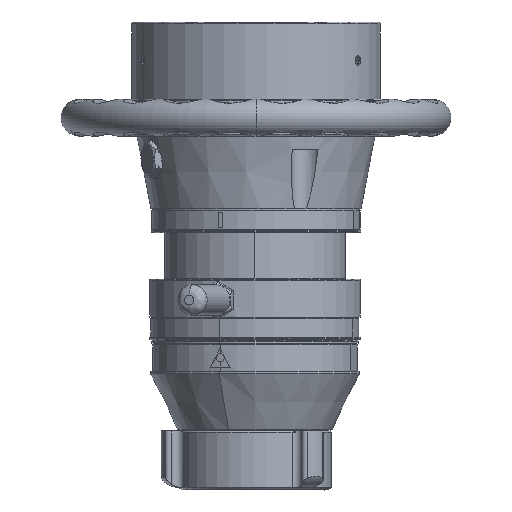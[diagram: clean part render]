
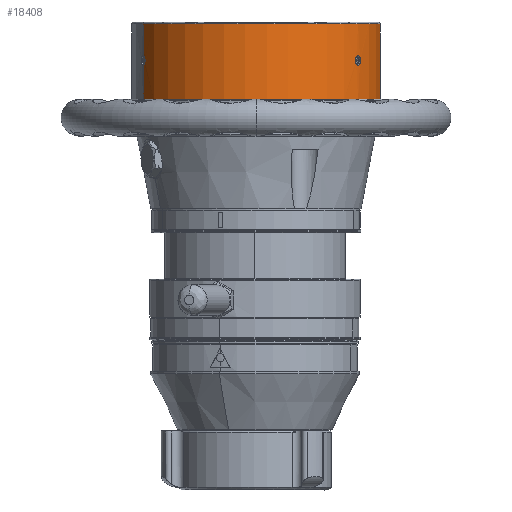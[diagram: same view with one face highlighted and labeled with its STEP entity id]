
A CAD part, left-side view. The second image highlights one B-rep face of the part: STEP entity #18408.
In plain terms, the highlighted cylindrical face has radius 75.121 mm (diameter 150.241 mm), a partial arc.
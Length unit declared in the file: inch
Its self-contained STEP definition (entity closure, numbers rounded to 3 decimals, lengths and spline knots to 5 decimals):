
#18038=CARTESIAN_POINT('',(-1.26662,2.65633,7.15463));
#18039=CARTESIAN_POINT('',(-1.27643,2.65175,7.15463));
#18040=CARTESIAN_POINT('',(-1.29521,2.64287,
7.15162));
#18041=CARTESIAN_POINT('',(-1.32185,2.62992,
7.13831));
#18042=CARTESIAN_POINT('',(-1.34388,2.61896,
7.11699));
#18043=CARTESIAN_POINT('',(-1.35943,2.61107,
7.09008));
#18044=CARTESIAN_POINT('',(-1.36769,2.60684,
7.05856));
#18045=CARTESIAN_POINT('',(-1.36771,2.60683,
7.02656));
#18046=CARTESIAN_POINT('',(-1.35948,2.61105,
6.99505));
#18047=CARTESIAN_POINT('',(-1.34394,2.61893,
6.96808));
#18048=CARTESIAN_POINT('',(-1.32191,2.62989,
6.94673));
#18049=CARTESIAN_POINT('',(-1.29524,2.64286,
6.93338));
#18050=CARTESIAN_POINT('',(-1.27645,2.65175,6.93038));
#18051=CARTESIAN_POINT('',(-1.26662,2.65633,6.93038));
#18053=CARTESIAN_POINT('',(-0.01672,-0.02407,7.91063));
#18054=DIRECTION('',(0.,0.,1.));
#18055=DIRECTION('',(-0.423,0.906,0.));
#18056=AXIS2_PLACEMENT_3D('',#18053,#18054,#18055);
#18058=CARTESIAN_POINT('',(-0.01672,-0.02407,6.1025));
#18059=DIRECTION('',(0.,0.,-1.));
#18060=DIRECTION('',(0.423,-0.906,0.));
#18061=AXIS2_PLACEMENT_3D('',#18058,#18059,#18060);
#18063=CARTESIAN_POINT('',(-1.8037,-2.38066,7.0425));
#18064=CARTESIAN_POINT('',(-1.8037,-2.38066,
7.03039));
#18065=CARTESIAN_POINT('',(-1.80075,-2.38291,
7.00747));
#18066=CARTESIAN_POINT('',(-1.78781,-2.39266,
6.97546));
#18067=CARTESIAN_POINT('',(-1.76754,-2.40771,
6.95029));
#18068=CARTESIAN_POINT('',(-1.74183,-2.42641,
6.93408));
#18069=CARTESIAN_POINT('',(-1.71312,-2.44677,
6.92852));
#18070=CARTESIAN_POINT('',(-1.68416,-2.46679,
6.93408));
#18071=CARTESIAN_POINT('',(-1.65779,-2.48456,
6.95029));
#18072=CARTESIAN_POINT('',(-1.63672,-2.49845,
6.97546));
#18073=CARTESIAN_POINT('',(-1.62313,-2.50727,
7.00747));
#18074=CARTESIAN_POINT('',(-1.62001,-2.50929,
7.03039));
#18075=CARTESIAN_POINT('',(-1.62001,-2.50929,7.0425));
#18077=CARTESIAN_POINT('',(-1.62001,-2.50929,7.0425));
#18078=CARTESIAN_POINT('',(-1.62001,-2.50929,
7.05461));
#18079=CARTESIAN_POINT('',(-1.62313,-2.50727,
7.07753));
#18080=CARTESIAN_POINT('',(-1.63672,-2.49845,
7.10954));
#18081=CARTESIAN_POINT('',(-1.65779,-2.48456,
7.13471));
#18082=CARTESIAN_POINT('',(-1.68416,-2.46679,
7.15092));
#18083=CARTESIAN_POINT('',(-1.71312,-2.44677,
7.15648));
#18084=CARTESIAN_POINT('',(-1.74183,-2.42641,
7.15092));
#18085=CARTESIAN_POINT('',(-1.76754,-2.40771,
7.13471));
#18086=CARTESIAN_POINT('',(-1.78781,-2.39266,
7.10954));
#18087=CARTESIAN_POINT('',(-1.80075,-2.38291,
7.07753));
#18088=CARTESIAN_POINT('',(-1.8037,-2.38066,
7.05461));
#18089=CARTESIAN_POINT('',(-1.8037,-2.38066,7.0425));
#18149=DIRECTION('',(0.,0.,-1.));
#18150=VECTOR('',#18149,0.82788);
#18151=CARTESIAN_POINT('',(-1.26662,2.65633,6.93038));
#18152=LINE('',#18151,#18150);
#18158=DIRECTION('',(0.,0.,-1.));
#18159=VECTOR('',#18158,1.80813);
#18160=CARTESIAN_POINT('',(1.23317,-2.70448,7.91063));
#18161=LINE('',#18160,#18159);
#18167=DIRECTION('',(0.,0.,-1.));
#18168=VECTOR('',#18167,0.756);
#18169=CARTESIAN_POINT('',(-1.26662,2.65633,7.91063));
#18170=LINE('',#18169,#18168);
#18262=CARTESIAN_POINT('',(-1.26662,2.65633,7.91063));
#18264=VERTEX_POINT('',#18262);
#18274=CARTESIAN_POINT('',(1.23317,-2.70448,7.91063));
#18276=VERTEX_POINT('',#18274);
#18277=CARTESIAN_POINT('',(1.23317,-2.70448,6.1025));
#18278=VERTEX_POINT('',#18277);
#18279=CARTESIAN_POINT('',(-1.26662,2.65633,6.1025));
#18280=VERTEX_POINT('',#18279);
#18289=VERTEX_POINT('',#18038);
#18290=VERTEX_POINT('',#18051);
#18295=VERTEX_POINT('',#18063);
#18296=VERTEX_POINT('',#18075);
#18384=CARTESIAN_POINT('',(-0.01672,-0.02407,
6.00642));
#18385=DIRECTION('',(0.,0.,1.));
#18386=DIRECTION('',(0.423,-0.906,0.));
#18387=AXIS2_PLACEMENT_3D('',#18384,#18385,#18386);
#18388=CYLINDRICAL_SURFACE('',#18387,2.9575);
#18390=ORIENTED_EDGE('',*,*,#18389,.F.);
#18392=ORIENTED_EDGE('',*,*,#18391,.F.);
#18393=ORIENTED_EDGE('',*,*,#18379,.T.);
#18395=ORIENTED_EDGE('',*,*,#18394,.T.);
#18397=ORIENTED_EDGE('',*,*,#18396,.T.);
#18399=ORIENTED_EDGE('',*,*,#18398,.F.);
#18400=EDGE_LOOP('',(#18390,#18392,#18393,#18395,#18397,#18399));
#18401=FACE_OUTER_BOUND('',#18400,.F.);
#18403=ORIENTED_EDGE('',*,*,#18402,.T.);
#18405=ORIENTED_EDGE('',*,*,#18404,.T.);
#18406=EDGE_LOOP('',(#18403,#18405));
#18407=FACE_BOUND('',#18406,.F.);
#18052=B_SPLINE_CURVE_WITH_KNOTS('',3,(#18038,#18039,#18040,#18041,#18042,
#18043,#18044,#18045,#18046,#18047,#18048,#18049,#18050,#18051),.UNSPECIFIED.,
.F.,.F.,(4,1,1,1,1,1,1,1,1,1,1,4),(0.,0.09091,0.18182,
0.27273,0.36364,0.45455,0.54545,
0.63636,0.72727,0.81818,0.90909,1.),
.UNSPECIFIED.);
#18057=CIRCLE('',#18056,2.9575);
#18062=CIRCLE('',#18061,2.9575);
#18076=B_SPLINE_CURVE_WITH_KNOTS('',3,(#18063,#18064,#18065,#18066,#18067,
#18068,#18069,#18070,#18071,#18072,#18073,#18074,#18075),.UNSPECIFIED.,.F.,.F.,(
4,1,1,1,1,1,1,1,1,1,4),(0.,0.1,0.2,0.3,0.4,0.5,0.6,0.7,0.8,
0.9,1.),.UNSPECIFIED.);
#18090=B_SPLINE_CURVE_WITH_KNOTS('',3,(#18077,#18078,#18079,#18080,#18081,
#18082,#18083,#18084,#18085,#18086,#18087,#18088,#18089),.UNSPECIFIED.,.F.,.F.,(
4,1,1,1,1,1,1,1,1,1,4),(0.,0.1,0.2,0.3,0.4,0.5,0.6,0.7,0.8,
0.9,1.),.UNSPECIFIED.);
#18379=EDGE_CURVE('',#18264,#18276,#18057,.T.);
#18389=EDGE_CURVE('',#18289,#18290,#18052,.T.);
#18391=EDGE_CURVE('',#18264,#18289,#18170,.T.);
#18394=EDGE_CURVE('',#18276,#18278,#18161,.T.);
#18396=EDGE_CURVE('',#18278,#18280,#18062,.T.);
#18398=EDGE_CURVE('',#18290,#18280,#18152,.T.);
#18402=EDGE_CURVE('',#18295,#18296,#18076,.T.);
#18404=EDGE_CURVE('',#18296,#18295,#18090,.T.);
#18408=ADVANCED_FACE('',(#18401,#18407),#18388,.T.);
